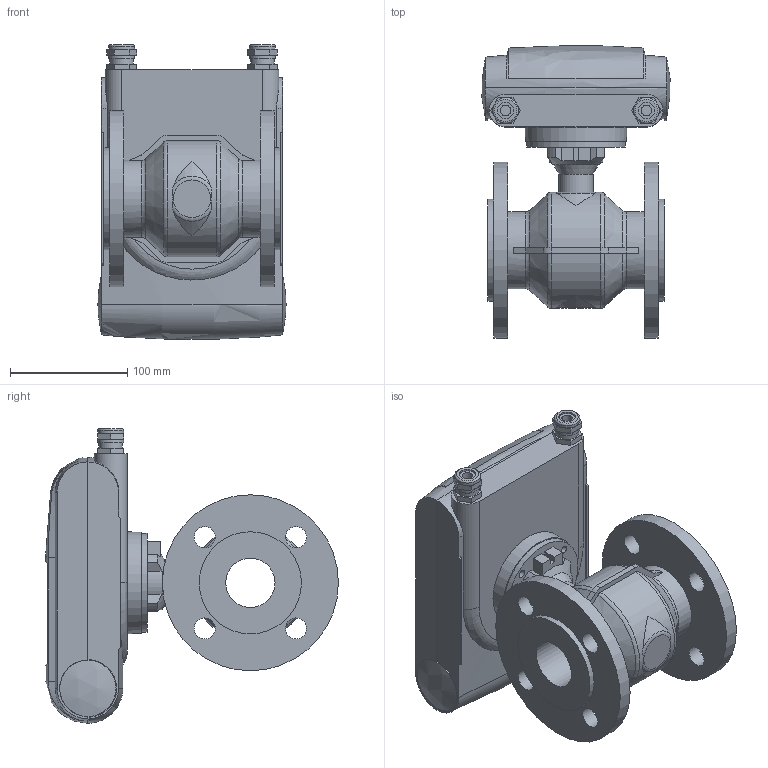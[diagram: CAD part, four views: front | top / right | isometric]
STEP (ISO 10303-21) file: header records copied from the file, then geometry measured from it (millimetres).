
FILE_DESCRIPTION (( 'STEP AP203' ), '1' );
FILE_NAME ('KROHNE_OPTIFLUX_2-4100C_180_DIN2635_DN40_PN40.STEP', '2011-05-04T07:23:51', ( '' ), ( '' ), 'SwSTEP 2.0', 'SolidWorks 2010', '' );
FILE_SCHEMA (( 'CONFIG_CONTROL_DESIGN' ));
Length unit declared in the file: millimetre
Products named in the file (1): KROHNE_OPTIFLUX_2-4100C_180_DIN2635_DN40_PN40
Bounding box: 160.33 x 249.48 x 251.06 mm (x, y, z)
Surface area: 386067.6 mm2 (no closed solid volume)
Topology: 0 solids, 19 shells, 500 faces, 1285 edges, 855 vertices
Faces by surface type: plane 319, cylinder 100, bspline 32, torus 28, cone 19, sphere 2
Full cylindrical faces by diameter (mm): 6.6 x8, 9 x2, 14 x2, 18 x8, 20 x2, 22 x4, 29 x1, 42 x1, 65.6 x2, 84 x2, 87 x2, 150 x2
Entity records: 17547 total; most frequent: CARTESIAN_POINT 5680, ORIENTED_EDGE 2406, DIRECTION 2285, EDGE_CURVE 1216, VERTEX_POINT 835, LINE 785, VECTOR 785, AXIS2_PLACEMENT_3D 750
